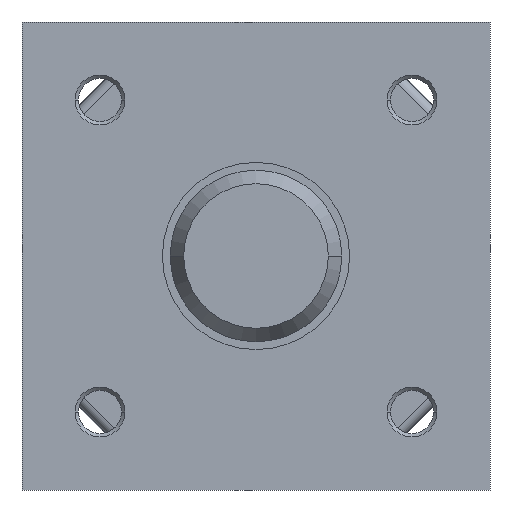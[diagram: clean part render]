
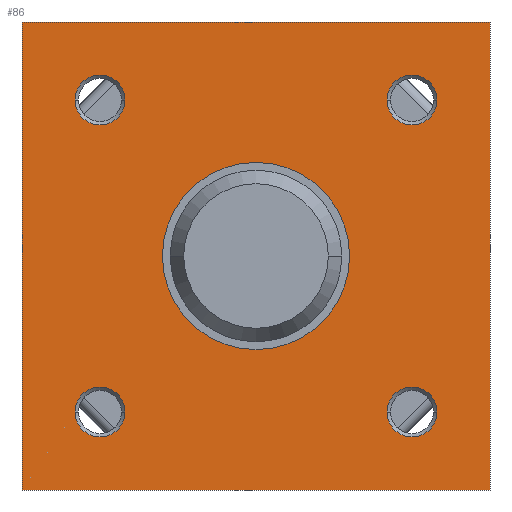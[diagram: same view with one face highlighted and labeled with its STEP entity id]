
A CAD part, left-side view. The second image highlights one B-rep face of the part: STEP entity #86.
In plain terms, the highlighted planar face has unit normal (-1, 0, 0).
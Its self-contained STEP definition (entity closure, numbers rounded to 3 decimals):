
#86=ADVANCED_FACE('',(#212,#213,#214,#215,#216,#217),#218,.F.);
#212=FACE_BOUND('',#390,.T.);
#213=FACE_BOUND('',#391,.T.);
#214=FACE_BOUND('',#392,.T.);
#215=FACE_BOUND('',#393,.T.);
#216=FACE_BOUND('',#394,.T.);
#217=FACE_OUTER_BOUND('',#395,.T.);
#218=PLANE('',#396);
#390=EDGE_LOOP('',(#786,#787));
#391=EDGE_LOOP('',(#788,#789));
#392=EDGE_LOOP('',(#790,#791));
#393=EDGE_LOOP('',(#792,#793));
#394=EDGE_LOOP('',(#794,#795));
#395=EDGE_LOOP('',(#796,#797,#798,#799));
#396=AXIS2_PLACEMENT_3D('',#800,#801,#802);
#786=ORIENTED_EDGE('',*,*,#1187,.T.);
#787=ORIENTED_EDGE('',*,*,#1207,.T.);
#788=ORIENTED_EDGE('',*,*,#1176,.T.);
#789=ORIENTED_EDGE('',*,*,#1209,.T.);
#790=ORIENTED_EDGE('',*,*,#1165,.T.);
#791=ORIENTED_EDGE('',*,*,#1211,.T.);
#792=ORIENTED_EDGE('',*,*,#1154,.T.);
#793=ORIENTED_EDGE('',*,*,#1213,.T.);
#794=ORIENTED_EDGE('',*,*,#1196,.T.);
#795=ORIENTED_EDGE('',*,*,#1195,.T.);
#796=ORIENTED_EDGE('',*,*,#1215,.T.);
#797=ORIENTED_EDGE('',*,*,#1216,.T.);
#798=ORIENTED_EDGE('',*,*,#1217,.T.);
#799=ORIENTED_EDGE('',*,*,#1218,.T.);
#800=CARTESIAN_POINT('',(-20.0,0.0,0.0));
#801=DIRECTION('',(1.0,0.0,0.));
#802=DIRECTION('',(0.,0.0,-1.0));
#1154=EDGE_CURVE('',#1390,#1392,#1394,.T.);
#1165=EDGE_CURVE('',#1409,#1411,#1413,.T.);
#1176=EDGE_CURVE('',#1428,#1430,#1432,.T.);
#1187=EDGE_CURVE('',#1447,#1449,#1451,.T.);
#1195=EDGE_CURVE('',#1459,#1463,#1465,.T.);
#1196=EDGE_CURVE('',#1463,#1459,#1466,.T.);
#1207=EDGE_CURVE('',#1449,#1447,#1481,.T.);
#1209=EDGE_CURVE('',#1430,#1428,#1483,.T.);
#1211=EDGE_CURVE('',#1411,#1409,#1485,.T.);
#1213=EDGE_CURVE('',#1392,#1390,#1487,.T.);
#1215=EDGE_CURVE('',#1489,#1490,#1491,.T.);
#1216=EDGE_CURVE('',#1490,#1492,#1493,.T.);
#1217=EDGE_CURVE('',#1492,#1494,#1495,.T.);
#1218=EDGE_CURVE('',#1494,#1489,#1496,.T.);
#1390=VERTEX_POINT('',#1710);
#1392=VERTEX_POINT('',#1713);
#1394=CIRCLE('',#1716,8.0);
#1409=VERTEX_POINT('',#1735);
#1411=VERTEX_POINT('',#1738);
#1413=CIRCLE('',#1741,8.0);
#1428=VERTEX_POINT('',#1760);
#1430=VERTEX_POINT('',#1763);
#1432=CIRCLE('',#1766,8.0);
#1447=VERTEX_POINT('',#1785);
#1449=VERTEX_POINT('',#1788);
#1451=CIRCLE('',#1791,8.0);
#1459=VERTEX_POINT('',#1801);
#1463=VERTEX_POINT('',#1806);
#1465=CIRCLE('',#1809,30.0);
#1466=CIRCLE('',#1810,30.0);
#1481=CIRCLE('',#1829,8.0);
#1483=CIRCLE('',#1831,8.0);
#1485=CIRCLE('',#1833,8.0);
#1487=CIRCLE('',#1835,8.0);
#1489=VERTEX_POINT('',#1837);
#1490=VERTEX_POINT('',#1838);
#1491=LINE('',#1839,#1840);
#1492=VERTEX_POINT('',#1841);
#1493=LINE('',#1842,#1843);
#1494=VERTEX_POINT('',#1844);
#1495=LINE('',#1845,#1846);
#1496=LINE('',#1847,#1848);
#1710=CARTESIAN_POINT('',(-20.0,-42.0,50.0));
#1713=CARTESIAN_POINT('',(-20.0,-58.0,50.0));
#1716=AXIS2_PLACEMENT_3D('',#2115,#2116,#2117);
#1735=CARTESIAN_POINT('',(-20.0,58.0,50.0));
#1738=CARTESIAN_POINT('',(-20.0,42.0,50.0));
#1741=AXIS2_PLACEMENT_3D('',#2136,#2137,#2138);
#1760=CARTESIAN_POINT('',(-20.0,-42.0,-50.0));
#1763=CARTESIAN_POINT('',(-20.0,-58.0,-50.0));
#1766=AXIS2_PLACEMENT_3D('',#2157,#2158,#2159);
#1785=CARTESIAN_POINT('',(-20.0,58.0,-50.0));
#1788=CARTESIAN_POINT('',(-20.0,42.0,-50.0));
#1791=AXIS2_PLACEMENT_3D('',#2178,#2179,#2180);
#1801=CARTESIAN_POINT('',(-20.0,0.,-30.0));
#1806=CARTESIAN_POINT('',(-20.0,0.,30.0));
#1809=AXIS2_PLACEMENT_3D('',#2194,#2195,#2196);
#1810=AXIS2_PLACEMENT_3D('',#2197,#2198,#2199);
#1829=AXIS2_PLACEMENT_3D('',#2222,#2223,#2224);
#1831=AXIS2_PLACEMENT_3D('',#2228,#2229,#2230);
#1833=AXIS2_PLACEMENT_3D('',#2234,#2235,#2236);
#1835=AXIS2_PLACEMENT_3D('',#2240,#2241,#2242);
#1837=CARTESIAN_POINT('',(-20.0,75.0,-75.0));
#1838=CARTESIAN_POINT('',(-20.0,-75.0,-75.0));
#1839=CARTESIAN_POINT('',(-20.0,0.0,-75.0));
#1840=VECTOR('',#2246,1.0);
#1841=CARTESIAN_POINT('',(-20.0,-75.0,75.0));
#1842=CARTESIAN_POINT('',(-20.0,-75.0,0.0));
#1843=VECTOR('',#2247,1.0);
#1844=CARTESIAN_POINT('',(-20.0,75.0,75.0));
#1845=CARTESIAN_POINT('',(-20.0,0.0,75.0));
#1846=VECTOR('',#2248,1.0);
#1847=CARTESIAN_POINT('',(-20.0,75.0,0.0));
#1848=VECTOR('',#2249,1.0);
#2115=CARTESIAN_POINT('',(-20.0,-50.0,50.0));
#2116=DIRECTION('',(1.0,-0.0,0.));
#2117=DIRECTION('',(0.0,1.0,0.0));
#2136=CARTESIAN_POINT('',(-20.0,50.0,50.0));
#2137=DIRECTION('',(1.0,-0.0,0.));
#2138=DIRECTION('',(0.0,1.0,0.0));
#2157=CARTESIAN_POINT('',(-20.0,-50.0,-50.0));
#2158=DIRECTION('',(1.0,-0.0,0.));
#2159=DIRECTION('',(0.0,1.0,0.0));
#2178=CARTESIAN_POINT('',(-20.0,50.0,-50.0));
#2179=DIRECTION('',(1.0,-0.0,0.));
#2180=DIRECTION('',(0.0,1.0,0.0));
#2194=CARTESIAN_POINT('',(-20.0,0.0,0.0));
#2195=DIRECTION('',(1.0,0.0,0.));
#2196=DIRECTION('',(0.,0.0,-1.0));
#2197=CARTESIAN_POINT('',(-20.0,0.0,0.0));
#2198=DIRECTION('',(1.0,0.0,0.));
#2199=DIRECTION('',(0.,0.0,-1.0));
#2222=CARTESIAN_POINT('',(-20.0,50.0,-50.0));
#2223=DIRECTION('',(1.0,-0.0,0.));
#2224=DIRECTION('',(0.0,1.0,0.0));
#2228=CARTESIAN_POINT('',(-20.0,-50.0,-50.0));
#2229=DIRECTION('',(1.0,-0.0,0.));
#2230=DIRECTION('',(0.0,1.0,0.0));
#2234=CARTESIAN_POINT('',(-20.0,50.0,50.0));
#2235=DIRECTION('',(1.0,-0.0,0.));
#2236=DIRECTION('',(0.0,1.0,0.0));
#2240=CARTESIAN_POINT('',(-20.0,-50.0,50.0));
#2241=DIRECTION('',(1.0,-0.0,0.));
#2242=DIRECTION('',(0.0,1.0,0.0));
#2246=DIRECTION('',(0.0,-1.0,0.0));
#2247=DIRECTION('',(0.,0.0,1.0));
#2248=DIRECTION('',(0.0,1.0,0.0));
#2249=DIRECTION('',(0.,0.0,-1.0));
